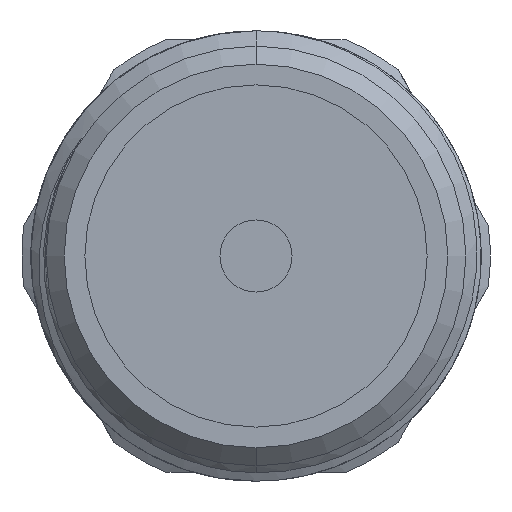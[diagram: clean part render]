
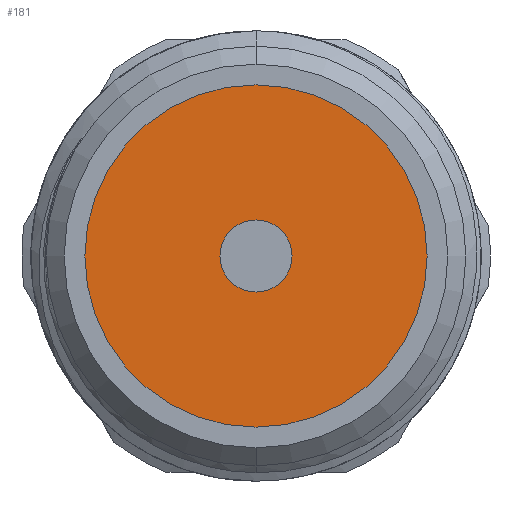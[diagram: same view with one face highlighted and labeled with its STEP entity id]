
A CAD part, front view. The second image highlights one B-rep face of the part: STEP entity #181.
In plain terms, the highlighted planar face has unit normal (0, -1, 0).
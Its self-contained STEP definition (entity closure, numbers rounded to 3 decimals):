
#122 = CARTESIAN_POINT ( 'NONE',  ( 0., 15.4, 0. ) ) ;
#126 = FACE_BOUND ( 'NONE', #1045, .T. ) ;
#151 = AXIS2_PLACEMENT_3D ( 'NONE', #2695, #2714, #2725 ) ;
#181 = ADVANCED_FACE ( 'NONE', ( #126, #982 ), #3509, .T. ) ;
#408 = DIRECTION ( 'NONE',  ( 0., 0., -1. ) ) ;
#540 = AXIS2_PLACEMENT_3D ( 'NONE', #3388, #3428, #3440 ) ;
#982 = FACE_OUTER_BOUND ( 'NONE', #2392, .T. ) ;
#985 = VERTEX_POINT ( 'NONE', #2359 ) ;
#999 = EDGE_CURVE ( 'NONE', #985, #4419, #1437, .T. ) ;
#1045 = EDGE_LOOP ( 'NONE', ( #2042, #2852 ) ) ;
#1437 = CIRCLE ( 'NONE', #151, 9.5 ) ;
#1524 = AXIS2_PLACEMENT_3D ( 'NONE', #3843, #3859, #3891 ) ;
#1557 = EDGE_CURVE ( 'NONE', #2386, #3814, #1905, .T. ) ;
#1619 = EDGE_CURVE ( 'NONE', #3814, #2386, #3219, .T. ) ;
#1757 = CARTESIAN_POINT ( 'NONE',  ( 0., 15.4, 0. ) ) ;
#1905 = CIRCLE ( 'NONE', #540, 2. ) ;
#2042 = ORIENTED_EDGE ( 'NONE', *, *, #1619, .T. ) ;
#2134 = DIRECTION ( 'NONE',  ( 0., 0., -1. ) ) ;
#2359 = CARTESIAN_POINT ( 'NONE',  ( 0., 15.4, 9.5 ) ) ;
#2386 = VERTEX_POINT ( 'NONE', #3783 ) ;
#2392 = EDGE_LOOP ( 'NONE', ( #2634, #4242 ) ) ;
#2634 = ORIENTED_EDGE ( 'NONE', *, *, #2915, .T. ) ;
#2695 = CARTESIAN_POINT ( 'NONE',  ( 0., 15.4, 0. ) ) ;
#2714 = DIRECTION ( 'NONE',  ( 0., -1., 0. ) ) ;
#2725 = DIRECTION ( 'NONE',  ( 0., 0., -1. ) ) ;
#2852 = ORIENTED_EDGE ( 'NONE', *, *, #1557, .T. ) ;
#2915 = EDGE_CURVE ( 'NONE', #4419, #985, #3332, .T. ) ;
#2986 = AXIS2_PLACEMENT_3D ( 'NONE', #122, #4315, #408 ) ;
#3219 = CIRCLE ( 'NONE', #1524, 2. ) ;
#3273 = CARTESIAN_POINT ( 'NONE',  ( 0., 15.4, -2. ) ) ;
#3332 = CIRCLE ( 'NONE', #3402, 9.5 ) ;
#3388 = CARTESIAN_POINT ( 'NONE',  ( 0., 15.4, 0. ) ) ;
#3402 = AXIS2_PLACEMENT_3D ( 'NONE', #1757, #4382, #2134 ) ;
#3428 = DIRECTION ( 'NONE',  ( 0., 1., 0. ) ) ;
#3440 = DIRECTION ( 'NONE',  ( 0., 0., -1. ) ) ;
#3509 = PLANE ( 'NONE',  #2986 ) ;
#3783 = CARTESIAN_POINT ( 'NONE',  ( 0., 15.4, 2. ) ) ;
#3814 = VERTEX_POINT ( 'NONE', #3273 ) ;
#3815 = CARTESIAN_POINT ( 'NONE',  ( 0., 15.4, -9.5 ) ) ;
#3843 = CARTESIAN_POINT ( 'NONE',  ( 0., 15.4, 0. ) ) ;
#3859 = DIRECTION ( 'NONE',  ( 0., 1., 0. ) ) ;
#3891 = DIRECTION ( 'NONE',  ( 0., 0., -1. ) ) ;
#4242 = ORIENTED_EDGE ( 'NONE', *, *, #999, .T. ) ;
#4315 = DIRECTION ( 'NONE',  ( 0., -1., 0. ) ) ;
#4382 = DIRECTION ( 'NONE',  ( 0., -1., 0. ) ) ;
#4419 = VERTEX_POINT ( 'NONE', #3815 ) ;
